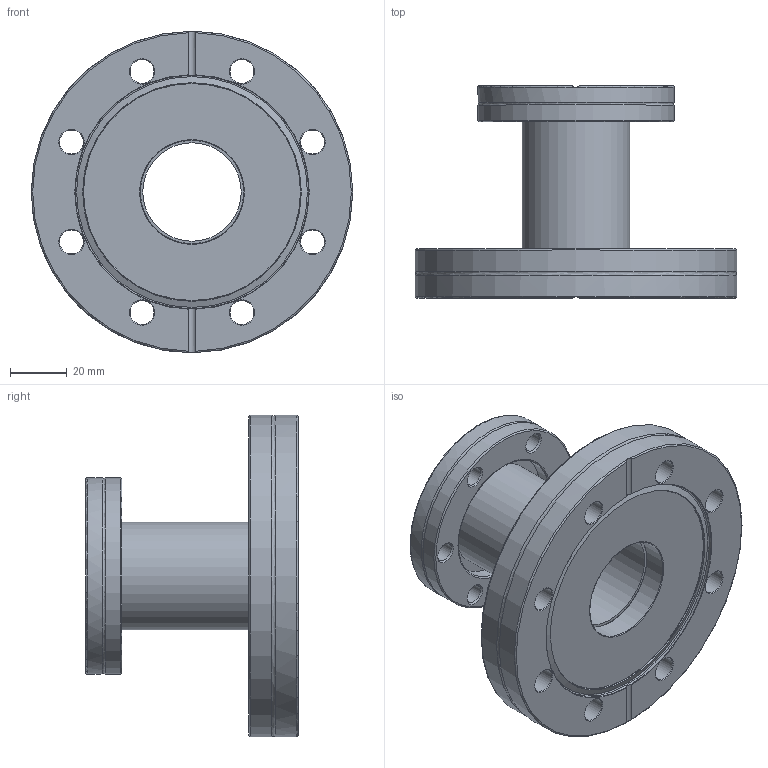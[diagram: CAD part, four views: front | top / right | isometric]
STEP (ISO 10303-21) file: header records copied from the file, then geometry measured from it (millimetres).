
FILE_DESCRIPTION (( 'STEP AP214' ), '1' );
FILE_NAME ('RD1CF6340RFULLVAC.STEP', '2025-04-03T09:45:33', ( '' ), ( '' ), 'SwSTEP 2.0', 'SolidWorks 2017', '' );
FILE_SCHEMA (( 'AUTOMOTIVE_DESIGN' ));
Length unit declared in the file: millimetre
Products named in the file (1): RD1CF6340RFULLVAC
Bounding box: 113.5 x 75 x 113.5 mm (x, y, z)
Volume: 183438.4 mm3; surface area: 53482.5 mm2
Topology: 1 solids, 1 shells, 98 faces, 250 edges, 160 vertices
Faces by surface type: cone 32, cylinder 30, torus 17, plane 12, bspline 7
Full cylindrical faces by diameter (mm): 6.73 x6, 8.43 x8, 34.8 x1, 36.5 x1, 36.6 x1, 38.1 x1, 45.21 x1, 48.21 x1, 48.31 x1, 69.3 x2, 82.55 x1, 113.5 x2
Entity records: 3589 total; most frequent: CARTESIAN_POINT 1644, DIRECTION 404, ORIENTED_EDGE 284, EDGE_LOOP 208, AXIS2_PLACEMENT_3D 198, EDGE_CURVE 142, FACE_OUTER_BOUND 140, VERTEX_POINT 126
